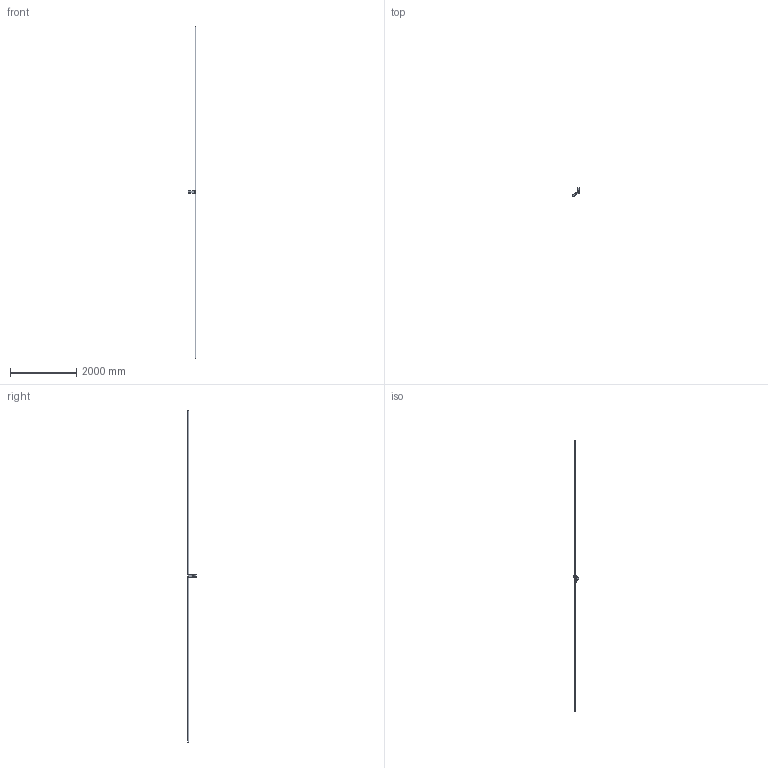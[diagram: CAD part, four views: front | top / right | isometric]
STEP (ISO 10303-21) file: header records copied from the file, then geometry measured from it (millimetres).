
FILE_DESCRIPTION(('a Product shape'),'1');
FILE_NAME('Euclid Facetted BRep Model','No Matter',('A designer'),('MATRA-DATAVISION'),'X-STEP - Interface V1','EUCLID','Authorised by XXXXX');
FILE_SCHEMA(('AUTOMOTIVE_DESIGN_CC1 { 1 2 10303 214 -1 1 3 2}'));
Length unit declared in the file: metre
Products named in the file (1): the product name
Bounding box: 235 x 249.9 x 10000 mm (x, y, z)
Volume: 5215458.6 mm3; surface area: 800487.3 mm2
Topology: 1 solids, 1 shells, 49 faces, 132 edges, 88 vertices
Faces by surface type: plane 39, cylinder 9, cone 1
Full cylindrical faces by diameter (mm): 22 x2, 40 x1
Entity records: 3340 total; most frequent: CARTESIAN_POINT 697, DIRECTION 492, LINE 342, VECTOR 342, ORIENTED_EDGE 264, PCURVE 264, DEFINITIONAL_REPRESENTATION 264, EDGE_CURVE 132
